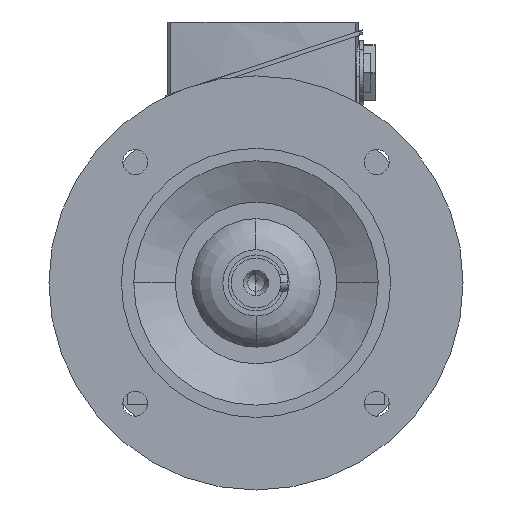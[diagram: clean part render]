
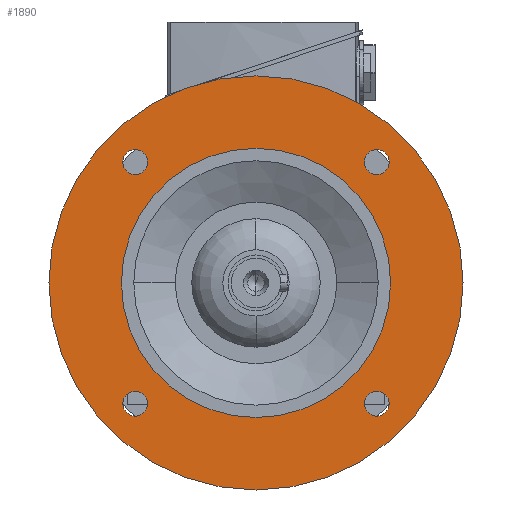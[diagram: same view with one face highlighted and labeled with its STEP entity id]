
A CAD part, left-side view. The second image highlights one B-rep face of the part: STEP entity #1890.
In plain terms, the highlighted planar face has unit normal (-1, 0, 0).
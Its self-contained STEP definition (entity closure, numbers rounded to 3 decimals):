
#1890=ADVANCED_FACE('',(#3808,#3809,#3810,#3811,#3812,#3813),#3814,.T.);
#3808=FACE_BOUND('',#5723,.T.);
#3809=FACE_BOUND('',#5724,.T.);
#3810=FACE_BOUND('',#5725,.T.);
#3811=FACE_BOUND('',#5726,.T.);
#3812=FACE_OUTER_BOUND('',#5727,.T.);
#3813=FACE_BOUND('',#5728,.T.);
#3814=PLANE('',#5729);
#5723=EDGE_LOOP('',(#11706,#11707));
#5724=EDGE_LOOP('',(#11708,#11709));
#5725=EDGE_LOOP('',(#11710,#11711));
#5726=EDGE_LOOP('',(#11712,#11713));
#5727=EDGE_LOOP('',(#11714,#11715));
#5728=EDGE_LOOP('',(#11716,#11717));
#5729=AXIS2_PLACEMENT_3D('',#11718,#11719,#11720);
#11706=ORIENTED_EDGE('',*,*,#14040,.T.);
#11707=ORIENTED_EDGE('',*,*,#11779,.T.);
#11708=ORIENTED_EDGE('',*,*,#14043,.T.);
#11709=ORIENTED_EDGE('',*,*,#11774,.T.);
#11710=ORIENTED_EDGE('',*,*,#14046,.T.);
#11711=ORIENTED_EDGE('',*,*,#11769,.T.);
#11712=ORIENTED_EDGE('',*,*,#14049,.T.);
#11713=ORIENTED_EDGE('',*,*,#11764,.T.);
#11714=ORIENTED_EDGE('',*,*,#11732,.F.);
#11715=ORIENTED_EDGE('',*,*,#14102,.F.);
#11716=ORIENTED_EDGE('',*,*,#11739,.T.);
#11717=ORIENTED_EDGE('',*,*,#14100,.T.);
#11718=CARTESIAN_POINT('',(-34.5,82.5,0.0));
#11719=DIRECTION('',(-1.0,0.0,0.0));
#11720=DIRECTION('',(0.0,-1.0,0.0));
#11732=EDGE_CURVE('',#14106,#14109,#14110,.T.);
#11739=EDGE_CURVE('',#14116,#14120,#14122,.T.);
#11764=EDGE_CURVE('',#14166,#14163,#14167,.T.);
#11769=EDGE_CURVE('',#14175,#14172,#14176,.T.);
#11774=EDGE_CURVE('',#14184,#14181,#14185,.T.);
#11779=EDGE_CURVE('',#14193,#14190,#14194,.T.);
#14040=EDGE_CURVE('',#14190,#14193,#17564,.T.);
#14043=EDGE_CURVE('',#14181,#14184,#17567,.T.);
#14046=EDGE_CURVE('',#14172,#14175,#17570,.T.);
#14049=EDGE_CURVE('',#14163,#14166,#17573,.T.);
#14100=EDGE_CURVE('',#14120,#14116,#17635,.T.);
#14102=EDGE_CURVE('',#14109,#14106,#17637,.T.);
#14106=VERTEX_POINT('',#17641);
#14109=VERTEX_POINT('',#17645);
#14110=CIRCLE('',#17646,100.0);
#14116=VERTEX_POINT('',#17653);
#14120=VERTEX_POINT('',#17658);
#14122=CIRCLE('',#17661,65.0);
#14163=VERTEX_POINT('',#17711);
#14166=VERTEX_POINT('',#17715);
#14167=CIRCLE('',#17716,6.0);
#14172=VERTEX_POINT('',#17722);
#14175=VERTEX_POINT('',#17726);
#14176=CIRCLE('',#17727,6.0);
#14181=VERTEX_POINT('',#17733);
#14184=VERTEX_POINT('',#17737);
#14185=CIRCLE('',#17738,6.0);
#14190=VERTEX_POINT('',#17744);
#14193=VERTEX_POINT('',#17748);
#14194=CIRCLE('',#17749,6.0);
#17564=CIRCLE('',#23674,6.0);
#17567=CIRCLE('',#23677,6.0);
#17570=CIRCLE('',#23680,6.0);
#17573=CIRCLE('',#23683,6.0);
#17635=CIRCLE('',#23785,65.0);
#17637=CIRCLE('',#23787,100.0);
#17641=CARTESIAN_POINT('',(-34.5,100.0,0.0));
#17645=CARTESIAN_POINT('',(-34.5,-100.0,0.));
#17646=AXIS2_PLACEMENT_3D('',#23791,#23792,#23793);
#17653=CARTESIAN_POINT('',(-34.5,65.0,0.0));
#17658=CARTESIAN_POINT('',(-34.5,-65.0,0.));
#17661=AXIS2_PLACEMENT_3D('',#23803,#23804,#23805);
#17711=CARTESIAN_POINT('',(-34.5,-62.579,62.579));
#17715=CARTESIAN_POINT('',(-34.5,-54.094,54.094));
#17716=AXIS2_PLACEMENT_3D('',#23850,#23851,#23852);
#17722=CARTESIAN_POINT('',(-34.5,62.579,62.579));
#17726=CARTESIAN_POINT('',(-34.5,54.094,54.094));
#17727=AXIS2_PLACEMENT_3D('',#23858,#23859,#23860);
#17733=CARTESIAN_POINT('',(-34.5,62.579,-62.579));
#17737=CARTESIAN_POINT('',(-34.5,54.094,-54.094));
#17738=AXIS2_PLACEMENT_3D('',#23866,#23867,#23868);
#17744=CARTESIAN_POINT('',(-34.5,-62.579,-62.579));
#17748=CARTESIAN_POINT('',(-34.5,-54.094,-54.094));
#17749=AXIS2_PLACEMENT_3D('',#23874,#23875,#23876);
#23674=AXIS2_PLACEMENT_3D('',#26397,#26398,#26399);
#23677=AXIS2_PLACEMENT_3D('',#26403,#26404,#26405);
#23680=AXIS2_PLACEMENT_3D('',#26409,#26410,#26411);
#23683=AXIS2_PLACEMENT_3D('',#26415,#26416,#26417);
#23785=AXIS2_PLACEMENT_3D('',#26463,#26464,#26465);
#23787=AXIS2_PLACEMENT_3D('',#26466,#26467,#26468);
#23791=CARTESIAN_POINT('',(-34.5,0.0,0.0));
#23792=DIRECTION('',(1.0,0.0,0.0));
#23793=DIRECTION('',(0.0,1.0,0.0));
#23803=CARTESIAN_POINT('',(-34.5,0.0,0.0));
#23804=DIRECTION('',(1.0,0.0,0.0));
#23805=DIRECTION('',(0.0,1.0,0.0));
#23850=CARTESIAN_POINT('',(-34.5,-58.336,58.336));
#23851=DIRECTION('',(1.0,0.0,-0.0));
#23852=DIRECTION('',(0.0,-0.707,0.707));
#23858=CARTESIAN_POINT('',(-34.5,58.336,58.336));
#23859=DIRECTION('',(1.0,0.0,-0.0));
#23860=DIRECTION('',(0.0,0.707,0.707));
#23866=CARTESIAN_POINT('',(-34.5,58.336,-58.336));
#23867=DIRECTION('',(1.0,-0.0,0.0));
#23868=DIRECTION('',(0.0,0.707,-0.707));
#23874=CARTESIAN_POINT('',(-34.5,-58.336,-58.336));
#23875=DIRECTION('',(1.0,0.0,0.0));
#23876=DIRECTION('',(0.0,-0.707,-0.707));
#26397=CARTESIAN_POINT('',(-34.5,-58.336,-58.336));
#26398=DIRECTION('',(1.0,0.0,0.0));
#26399=DIRECTION('',(0.0,-0.707,-0.707));
#26403=CARTESIAN_POINT('',(-34.5,58.336,-58.336));
#26404=DIRECTION('',(1.0,-0.0,0.0));
#26405=DIRECTION('',(0.0,0.707,-0.707));
#26409=CARTESIAN_POINT('',(-34.5,58.336,58.336));
#26410=DIRECTION('',(1.0,0.0,-0.0));
#26411=DIRECTION('',(0.0,0.707,0.707));
#26415=CARTESIAN_POINT('',(-34.5,-58.336,58.336));
#26416=DIRECTION('',(1.0,0.0,-0.0));
#26417=DIRECTION('',(0.0,-0.707,0.707));
#26463=CARTESIAN_POINT('',(-34.5,0.0,0.0));
#26464=DIRECTION('',(1.0,0.0,0.0));
#26465=DIRECTION('',(0.0,1.0,0.0));
#26466=CARTESIAN_POINT('',(-34.5,0.0,0.0));
#26467=DIRECTION('',(1.0,0.0,0.0));
#26468=DIRECTION('',(0.0,1.0,0.0));
